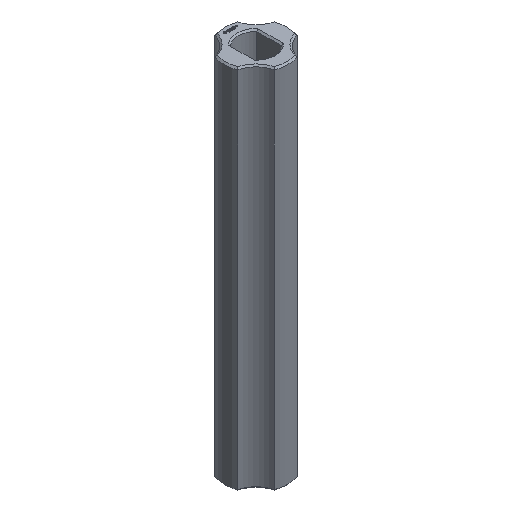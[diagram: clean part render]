
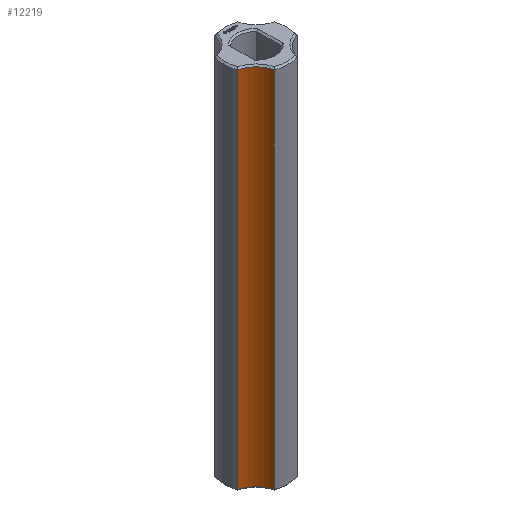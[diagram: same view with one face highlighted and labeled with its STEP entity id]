
A CAD part, isometric view. The second image highlights one B-rep face of the part: STEP entity #12219.
In plain terms, the highlighted cylindrical face has radius 5 mm (diameter 10 mm), a partial arc.
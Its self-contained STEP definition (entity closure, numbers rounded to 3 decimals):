
#189 = CYLINDRICAL_SURFACE('',#190,6.25);
#190 = AXIS2_PLACEMENT_3D('',#191,#192,#193);
#191 = CARTESIAN_POINT('',(0.,0.,0.));
#192 = DIRECTION('',(-0.,-0.,-1.));
#193 = DIRECTION('',(1.,0.,0.));
#625 = EDGE_CURVE('',#626,#628,#630,.T.);
#626 = VERTEX_POINT('',#627);
#627 = CARTESIAN_POINT('',(-2.225,-5.841,0.3));
#628 = VERTEX_POINT('',#629);
#629 = CARTESIAN_POINT('',(-2.225,-5.841,71.575));
#630 = SURFACE_CURVE('',#631,(#635,#642),.PCURVE_S1.);
#631 = LINE('',#632,#633);
#632 = CARTESIAN_POINT('',(-2.225,-5.841,0.));
#633 = VECTOR('',#634,1.);
#634 = DIRECTION('',(0.,0.,1.));
#635 = PCURVE('',#189,#636);
#636 = DEFINITIONAL_REPRESENTATION('',(#637),#641);
#637 = LINE('',#638,#639);
#638 = CARTESIAN_POINT('',(-4.348,0.));
#639 = VECTOR('',#640,1.);
#640 = DIRECTION('',(-0.,-1.));
#641 = ( GEOMETRIC_REPRESENTATION_CONTEXT(2) 
PARAMETRIC_REPRESENTATION_CONTEXT() REPRESENTATION_CONTEXT('2D SPACE',''
  ) );
#642 = PCURVE('',#643,#648);
#643 = CYLINDRICAL_SURFACE('',#644,5.);
#644 = AXIS2_PLACEMENT_3D('',#645,#646,#647);
#645 = CARTESIAN_POINT('',(-7.071,-7.071,0.));
#646 = DIRECTION('',(-0.,-0.,-1.));
#647 = DIRECTION('',(1.,0.,0.));
#648 = DEFINITIONAL_REPRESENTATION('',(#649),#653);
#649 = LINE('',#650,#651);
#650 = CARTESIAN_POINT('',(-0.249,0.));
#651 = VECTOR('',#652,1.);
#652 = DIRECTION('',(-0.,-1.));
#653 = ( GEOMETRIC_REPRESENTATION_CONTEXT(2) 
PARAMETRIC_REPRESENTATION_CONTEXT() REPRESENTATION_CONTEXT('2D SPACE',''
  ) );
#832 = CONICAL_SURFACE('',#833,5.,0.785);
#833 = AXIS2_PLACEMENT_3D('',#834,#835,#836);
#834 = CARTESIAN_POINT('',(-7.071,-7.071,0.3));
#835 = DIRECTION('',(-0.,-0.,-1.));
#836 = DIRECTION('',(0.969,0.246,0.));
#1149 = CONICAL_SURFACE('',#1150,5.,0.785);
#1150 = AXIS2_PLACEMENT_3D('',#1151,#1152,#1153);
#1151 = CARTESIAN_POINT('',(-7.071,-7.071,71.575));
#1152 = DIRECTION('',(0.,0.,1.));
#1153 = DIRECTION('',(0.969,0.246,0.));
#12219 = ADVANCED_FACE('',(#12220),#643,.F.);
#12220 = FACE_BOUND('',#12221,.T.);
#12221 = EDGE_LOOP('',(#12222,#12223,#12247,#12275));
#12222 = ORIENTED_EDGE('',*,*,#625,.T.);
#12223 = ORIENTED_EDGE('',*,*,#12224,.T.);
#12224 = EDGE_CURVE('',#628,#12225,#12227,.T.);
#12225 = VERTEX_POINT('',#12226);
#12226 = CARTESIAN_POINT('',(-5.841,-2.225,71.575));
#12227 = SURFACE_CURVE('',#12228,(#12233,#12240),.PCURVE_S1.);
#12228 = CIRCLE('',#12229,5.);
#12229 = AXIS2_PLACEMENT_3D('',#12230,#12231,#12232);
#12230 = CARTESIAN_POINT('',(-7.071,-7.071,71.575));
#12231 = DIRECTION('',(0.,-0.,1.));
#12232 = DIRECTION('',(0.969,0.246,0.));
#12233 = PCURVE('',#643,#12234);
#12234 = DEFINITIONAL_REPRESENTATION('',(#12235),#12239);
#12235 = LINE('',#12236,#12237);
#12236 = CARTESIAN_POINT('',(-0.249,-71.575));
#12237 = VECTOR('',#12238,1.);
#12238 = DIRECTION('',(-1.,0.));
#12239 = ( GEOMETRIC_REPRESENTATION_CONTEXT(2) 
PARAMETRIC_REPRESENTATION_CONTEXT() REPRESENTATION_CONTEXT('2D SPACE',''
  ) );
#12240 = PCURVE('',#1149,#12241);
#12241 = DEFINITIONAL_REPRESENTATION('',(#12242),#12246);
#12242 = LINE('',#12243,#12244);
#12243 = CARTESIAN_POINT('',(0.,0.));
#12244 = VECTOR('',#12245,1.);
#12245 = DIRECTION('',(1.,0.));
#12246 = ( GEOMETRIC_REPRESENTATION_CONTEXT(2) 
PARAMETRIC_REPRESENTATION_CONTEXT() REPRESENTATION_CONTEXT('2D SPACE',''
  ) );
#12247 = ORIENTED_EDGE('',*,*,#12248,.F.);
#12248 = EDGE_CURVE('',#12249,#12225,#12251,.T.);
#12249 = VERTEX_POINT('',#12250);
#12250 = CARTESIAN_POINT('',(-5.841,-2.225,0.3));
#12251 = SURFACE_CURVE('',#12252,(#12256,#12263),.PCURVE_S1.);
#12252 = LINE('',#12253,#12254);
#12253 = CARTESIAN_POINT('',(-5.841,-2.225,0.));
#12254 = VECTOR('',#12255,1.);
#12255 = DIRECTION('',(0.,0.,1.));
#12256 = PCURVE('',#643,#12257);
#12257 = DEFINITIONAL_REPRESENTATION('',(#12258),#12262);
#12258 = LINE('',#12259,#12260);
#12259 = CARTESIAN_POINT('',(-1.322,0.));
#12260 = VECTOR('',#12261,1.);
#12261 = DIRECTION('',(-0.,-1.));
#12262 = ( GEOMETRIC_REPRESENTATION_CONTEXT(2) 
PARAMETRIC_REPRESENTATION_CONTEXT() REPRESENTATION_CONTEXT('2D SPACE',''
  ) );
#12263 = PCURVE('',#12264,#12269);
#12264 = CYLINDRICAL_SURFACE('',#12265,6.25);
#12265 = AXIS2_PLACEMENT_3D('',#12266,#12267,#12268);
#12266 = CARTESIAN_POINT('',(0.,0.,0.));
#12267 = DIRECTION('',(-0.,-0.,-1.));
#12268 = DIRECTION('',(1.,0.,0.));
#12269 = DEFINITIONAL_REPRESENTATION('',(#12270),#12274);
#12270 = LINE('',#12271,#12272);
#12271 = CARTESIAN_POINT('',(-3.506,0.));
#12272 = VECTOR('',#12273,1.);
#12273 = DIRECTION('',(-0.,-1.));
#12274 = ( GEOMETRIC_REPRESENTATION_CONTEXT(2) 
PARAMETRIC_REPRESENTATION_CONTEXT() REPRESENTATION_CONTEXT('2D SPACE',''
  ) );
#12275 = ORIENTED_EDGE('',*,*,#12276,.F.);
#12276 = EDGE_CURVE('',#626,#12249,#12277,.T.);
#12277 = SURFACE_CURVE('',#12278,(#12283,#12290),.PCURVE_S1.);
#12278 = CIRCLE('',#12279,5.);
#12279 = AXIS2_PLACEMENT_3D('',#12280,#12281,#12282);
#12280 = CARTESIAN_POINT('',(-7.071,-7.071,0.3));
#12281 = DIRECTION('',(0.,-0.,1.));
#12282 = DIRECTION('',(0.969,0.246,0.));
#12283 = PCURVE('',#643,#12284);
#12284 = DEFINITIONAL_REPRESENTATION('',(#12285),#12289);
#12285 = LINE('',#12286,#12287);
#12286 = CARTESIAN_POINT('',(-0.249,-0.3));
#12287 = VECTOR('',#12288,1.);
#12288 = DIRECTION('',(-1.,0.));
#12289 = ( GEOMETRIC_REPRESENTATION_CONTEXT(2) 
PARAMETRIC_REPRESENTATION_CONTEXT() REPRESENTATION_CONTEXT('2D SPACE',''
  ) );
#12290 = PCURVE('',#832,#12291);
#12291 = DEFINITIONAL_REPRESENTATION('',(#12292),#12296);
#12292 = LINE('',#12293,#12294);
#12293 = CARTESIAN_POINT('',(-0.,0.));
#12294 = VECTOR('',#12295,1.);
#12295 = DIRECTION('',(-1.,0.));
#12296 = ( GEOMETRIC_REPRESENTATION_CONTEXT(2) 
PARAMETRIC_REPRESENTATION_CONTEXT() REPRESENTATION_CONTEXT('2D SPACE',''
  ) );
